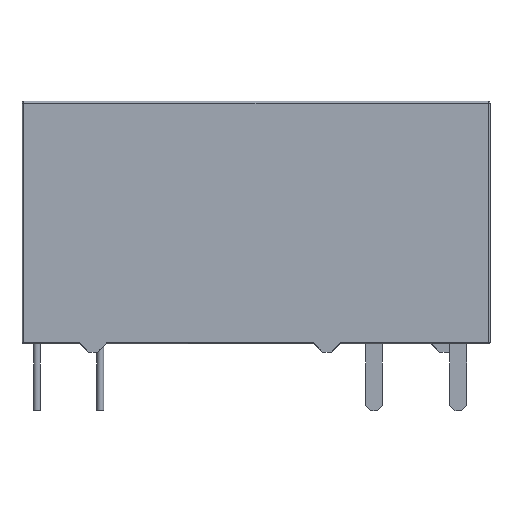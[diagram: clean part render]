
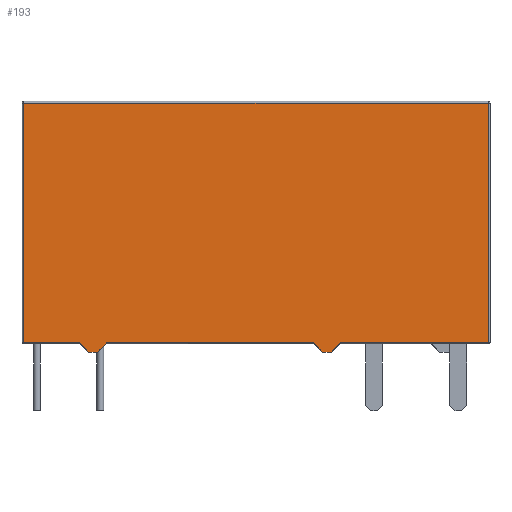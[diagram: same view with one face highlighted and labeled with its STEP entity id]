
A CAD part, front view. The second image highlights one B-rep face of the part: STEP entity #193.
In plain terms, the highlighted planar face has unit normal (0, -1, 0).
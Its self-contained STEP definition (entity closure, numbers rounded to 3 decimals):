
#131=FACE_OUTER_BOUND('',#532,.T.);
#193=ADVANCED_FACE('',(#131),#257,.T.);
#257=PLANE('',#1165);
#336=LINE('',#1670,#448);
#337=LINE('',#1673,#449);
#338=LINE('',#1675,#450);
#339=LINE('',#1677,#451);
#340=LINE('',#1679,#452);
#341=LINE('',#1681,#453);
#342=LINE('',#1683,#454);
#343=LINE('',#1685,#455);
#344=LINE('',#1687,#456);
#345=LINE('',#1689,#457);
#346=LINE('',#1691,#458);
#347=LINE('',#1693,#459);
#448=VECTOR('',#1316,1.);
#449=VECTOR('',#1317,1.);
#450=VECTOR('',#1318,1.);
#451=VECTOR('',#1319,1.);
#452=VECTOR('',#1320,1.);
#453=VECTOR('',#1321,1.);
#454=VECTOR('',#1322,1.);
#455=VECTOR('',#1323,1.);
#456=VECTOR('',#1324,1.);
#457=VECTOR('',#1325,1.);
#458=VECTOR('',#1326,1.);
#459=VECTOR('',#1327,1.);
#532=EDGE_LOOP('',(#641,#642,#643,#644,#645,#646,#647,#648,#649,#650,#651,
#652));
#641=ORIENTED_EDGE('',*,*,#1029,.T.);
#642=ORIENTED_EDGE('',*,*,#1030,.T.);
#643=ORIENTED_EDGE('',*,*,#1031,.T.);
#644=ORIENTED_EDGE('',*,*,#1032,.T.);
#645=ORIENTED_EDGE('',*,*,#1033,.T.);
#646=ORIENTED_EDGE('',*,*,#1034,.T.);
#647=ORIENTED_EDGE('',*,*,#1035,.T.);
#648=ORIENTED_EDGE('',*,*,#1036,.T.);
#649=ORIENTED_EDGE('',*,*,#1037,.T.);
#650=ORIENTED_EDGE('',*,*,#1038,.T.);
#651=ORIENTED_EDGE('',*,*,#1039,.T.);
#652=ORIENTED_EDGE('',*,*,#1040,.T.);
#937=VERTEX_POINT('',#1671);
#938=VERTEX_POINT('',#1672);
#939=VERTEX_POINT('',#1674);
#940=VERTEX_POINT('',#1676);
#941=VERTEX_POINT('',#1678);
#942=VERTEX_POINT('',#1680);
#943=VERTEX_POINT('',#1682);
#944=VERTEX_POINT('',#1684);
#945=VERTEX_POINT('',#1686);
#946=VERTEX_POINT('',#1688);
#947=VERTEX_POINT('',#1690);
#948=VERTEX_POINT('',#1692);
#1029=EDGE_CURVE('',#937,#938,#336,.T.);
#1030=EDGE_CURVE('',#938,#939,#337,.T.);
#1031=EDGE_CURVE('',#939,#940,#338,.T.);
#1032=EDGE_CURVE('',#940,#941,#339,.T.);
#1033=EDGE_CURVE('',#941,#942,#340,.T.);
#1034=EDGE_CURVE('',#942,#943,#341,.T.);
#1035=EDGE_CURVE('',#943,#944,#342,.T.);
#1036=EDGE_CURVE('',#944,#945,#343,.T.);
#1037=EDGE_CURVE('',#945,#946,#344,.T.);
#1038=EDGE_CURVE('',#946,#947,#345,.T.);
#1039=EDGE_CURVE('',#947,#948,#346,.T.);
#1040=EDGE_CURVE('',#948,#937,#347,.T.);
#1165=AXIS2_PLACEMENT_3D('',#1694,#1328,#1329);
#1316=DIRECTION('',(0.707,0.,0.707));
#1317=DIRECTION('',(1.,0.,0.));
#1318=DIRECTION('',(0.707,0.,-0.707));
#1319=DIRECTION('',(1.,0.,0.));
#1320=DIRECTION('',(0.707,0.,0.707));
#1321=DIRECTION('',(1.,0.,0.));
#1322=DIRECTION('',(0.,0.,1.));
#1323=DIRECTION('',(-1.,0.,0.));
#1324=DIRECTION('',(0.,0.,-1.));
#1325=DIRECTION('',(1.,0.,0.));
#1326=DIRECTION('',(0.707,0.,-0.707));
#1327=DIRECTION('',(1.,0.,0.));
#1328=DIRECTION('',(0.,-1.,0.));
#1329=DIRECTION('',(1.,0.,0.));
#1670=CARTESIAN_POINT('',(9.75,-2.5,18.75));
#1671=CARTESIAN_POINT('',(-9.5,-2.5,-0.5));
#1672=CARTESIAN_POINT('',(-8.9,-2.5,0.1));
#1673=CARTESIAN_POINT('',(14.,-2.5,0.1));
#1674=CARTESIAN_POINT('',(3.4,-2.5,0.1));
#1675=CARTESIAN_POINT('',(1.5,-2.5,2.));
#1676=CARTESIAN_POINT('',(4.,-2.5,-0.5));
#1677=CARTESIAN_POINT('',(3.5,-2.5,-0.5));
#1678=CARTESIAN_POINT('',(4.5,-2.5,-0.5));
#1679=CARTESIAN_POINT('',(16.75,-2.5,11.75));
#1680=CARTESIAN_POINT('',(5.1,-2.5,0.1));
#1681=CARTESIAN_POINT('',(14.,-2.5,0.1));
#1682=CARTESIAN_POINT('',(13.9,-2.5,0.1));
#1683=CARTESIAN_POINT('',(13.9,-2.5,14.5));
#1684=CARTESIAN_POINT('',(13.9,-2.5,14.4));
#1685=CARTESIAN_POINT('',(-14.,-2.5,14.4));
#1686=CARTESIAN_POINT('',(-13.9,-2.5,14.4));
#1687=CARTESIAN_POINT('',(-13.9,-2.5,14.5));
#1688=CARTESIAN_POINT('',(-13.9,-2.5,0.1));
#1689=CARTESIAN_POINT('',(14.,-2.5,0.1));
#1690=CARTESIAN_POINT('',(-10.6,-2.5,0.1));
#1691=CARTESIAN_POINT('',(-5.5,-2.5,-5.));
#1692=CARTESIAN_POINT('',(-10.,-2.5,-0.5));
#1693=CARTESIAN_POINT('',(-10.5,-2.5,-0.5));
#1694=CARTESIAN_POINT('',(14.,-2.5,14.5));
